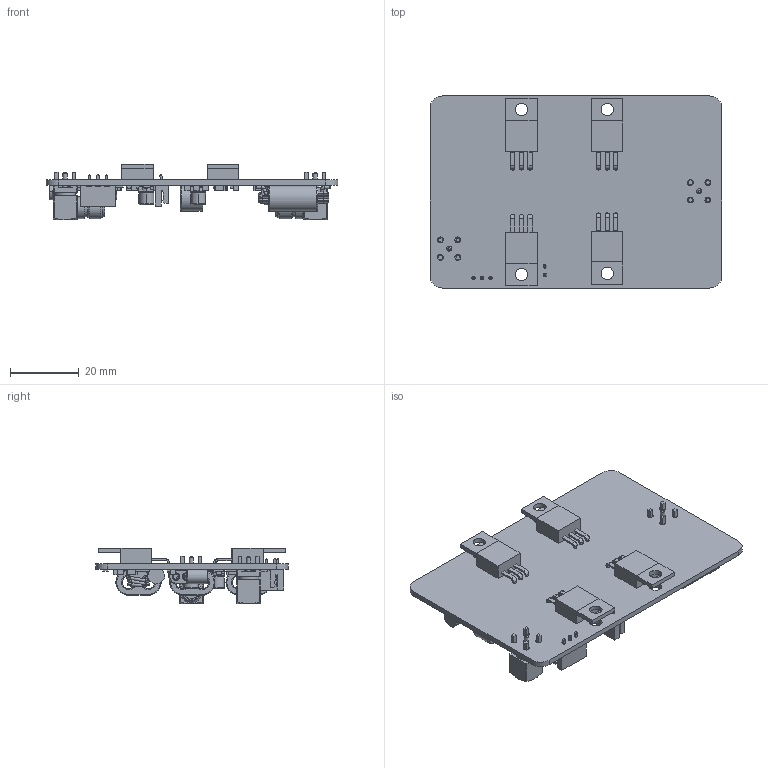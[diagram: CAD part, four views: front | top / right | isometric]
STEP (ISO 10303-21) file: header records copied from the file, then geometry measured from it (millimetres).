
FILE_DESCRIPTION(('KiCad electronic assembly'),'2;1');
FILE_NAME('G6ALU_20WPA.step','2020-04-14T13:17:08',('An Author'),( 'A Company'),'Open CASCADE STEP processor 6.9', 'KiCad to STEP converter','Unknown');
FILE_SCHEMA(('AUTOMOTIVE_DESIGN { 1 0 10303 214 1 1 1 1 }'));
Length unit declared in the file: millimetre
Products named in the file (26): Open CASCADE STEP translator 6.9 1; JST_EH_B2B-EH-A_1x02_P2.50mm_Vertical; SOLID; SMA-J-P-H-RA-TH1; R_1206_3216Metric; JST_EH_B3B-EH-A_1x03_P2.50mm_Vertical; EDH106M025A9BAA; COMPOUND; D_SOD-123; C_1206_3216Metric; to92SMD; TO220; BN43-2402; BN43-1502; BN43-202
Assembly tree (70 placements, depth 3):
  Open CASCADE STEP translator 6.9 1
    JST_EH_B2B-EH-A_1x02_P2.50mm_Vertical
      SOLID
    SMA-J-P-H-RA-TH1  x2
      SOLID
    R_1206_3216Metric  x14
      SOLID
    JST_EH_B3B-EH-A_1x03_P2.50mm_Vertical
      SOLID
    EDH106M025A9BAA  x3
      COMPOUND
    D_SOD-123  x2
      SOLID
    C_1206_3216Metric  x24
      SOLID
    to92SMD
      COMPOUND
    TO220  x4
      COMPOUND
    BN43-2402  x2
      SOLID
    BN43-1502
      SOLID
    BN43-202  x2
      COMPOUND
    COMPOUND
Bounding box: 85 x 56 x 16.2 mm (x, y, z)
Volume: 14157.2 mm3; surface area: 19986.4 mm2
Topology: 99 solids, 99 shells, 2466 faces, 6159 edges, 3962 vertices
Faces by surface type: plane 1456, cylinder 762, torus 174, bspline 56, cone 18
Full cylindrical faces by diameter (mm): 0.95 x3, 1 x14, 1.27 x4, 1.5 x2, 1.7 x8, 3.6 x4, 4.1 x2, 4.63 x2, 4.9 x2, 5.35 x4, 6 x2, 6.33 x2, 6.35 x2
Entity records: 58282 total; most frequent: CARTESIAN_POINT 12730, DIRECTION 8010, LINE 4919, VECTOR 4919, ORIENTED_EDGE 4032, PCURVE 4032, DEFINITIONAL_REPRESENTATION 4032, EDGE_CURVE 2016
